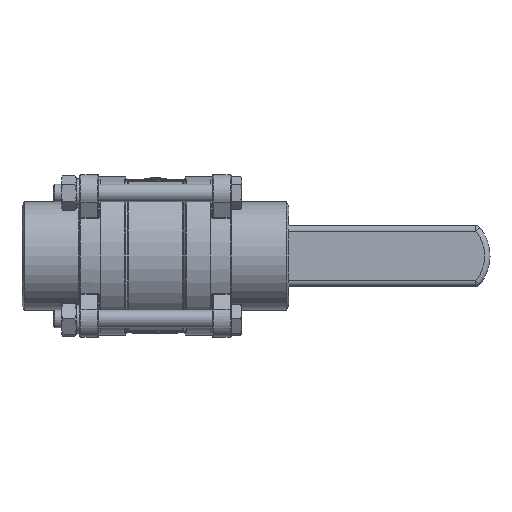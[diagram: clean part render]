
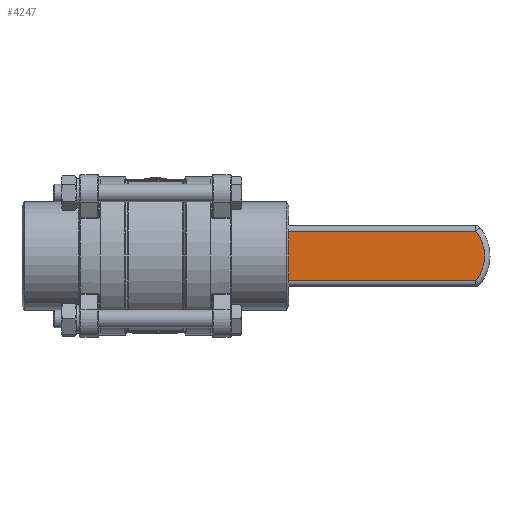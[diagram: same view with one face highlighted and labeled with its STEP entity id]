
A CAD part, front view. The second image highlights one B-rep face of the part: STEP entity #4247.
In plain terms, the highlighted planar face has unit normal (0, -1, 0).
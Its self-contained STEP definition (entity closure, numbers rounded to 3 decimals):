
#808 = CARTESIAN_POINT ( 'NONE',  ( 188., 116., 14. ) ) ;
#3067 = LINE ( 'NONE', #808, #62614 ) ;
#4073 = CIRCLE ( 'NONE', #10183, 22. ) ;
#4247 = ADVANCED_FACE ( 'NONE', ( #5856 ), #5551, .F. ) ;
#4841 = EDGE_CURVE ( 'NONE', #10492, #12157, #32462, .T. ) ;
#5551 = PLANE ( 'NONE',  #27543 ) ;
#5856 = FACE_OUTER_BOUND ( 'NONE', #33682, .T. ) ;
#8614 = ORIENTED_EDGE ( 'NONE', *, *, #68727, .T. ) ;
#9773 = DIRECTION ( 'NONE',  ( -1., 0., 0. ) ) ;
#10183 = AXIS2_PLACEMENT_3D ( 'NONE', #59866, #14767, #9773 ) ;
#10492 = VERTEX_POINT ( 'NONE', #25389 ) ;
#11044 = CARTESIAN_POINT ( 'NONE',  ( 71.485, 116., 17. ) ) ;
#11239 = VECTOR ( 'NONE', #46986, 1000. ) ;
#12157 = VERTEX_POINT ( 'NONE', #50257 ) ;
#14767 = DIRECTION ( 'NONE',  ( 0., -1., 0. ) ) ;
#16769 = DIRECTION ( 'NONE',  ( 0., 0., -1. ) ) ;
#17700 = DIRECTION ( 'NONE',  ( 0., 1., 0. ) ) ;
#23179 = CARTESIAN_POINT ( 'NONE',  ( 188., 116., 17. ) ) ;
#23957 = DIRECTION ( 'NONE',  ( -1., 0., 0. ) ) ;
#25389 = CARTESIAN_POINT ( 'NONE',  ( 71.485, 116., -14. ) ) ;
#26669 = ORIENTED_EDGE ( 'NONE', *, *, #4841, .T. ) ;
#27543 = AXIS2_PLACEMENT_3D ( 'NONE', #23179, #17700, #46410 ) ;
#27550 = VERTEX_POINT ( 'NONE', #68886 ) ;
#32462 = LINE ( 'NONE', #36538, #11239 ) ;
#33682 = EDGE_LOOP ( 'NONE', ( #49300, #26669, #45785, #8614 ) ) ;
#36538 = CARTESIAN_POINT ( 'NONE',  ( 181.329, 116., -14. ) ) ;
#38622 = CARTESIAN_POINT ( 'NONE',  ( 71.485, 116., 14. ) ) ;
#38834 = EDGE_CURVE ( 'NONE', #47389, #10492, #44751, .T. ) ;
#44751 = LINE ( 'NONE', #11044, #55451 ) ;
#45785 = ORIENTED_EDGE ( 'NONE', *, *, #52107, .T. ) ;
#46410 = DIRECTION ( 'NONE',  ( -1., 0., 0. ) ) ;
#46986 = DIRECTION ( 'NONE',  ( 1., 0., 0. ) ) ;
#47389 = VERTEX_POINT ( 'NONE', #38622 ) ;
#49300 = ORIENTED_EDGE ( 'NONE', *, *, #38834, .T. ) ;
#50257 = CARTESIAN_POINT ( 'NONE',  ( 179.97, 116., -14. ) ) ;
#52107 = EDGE_CURVE ( 'NONE', #12157, #27550, #4073, .T. ) ;
#55451 = VECTOR ( 'NONE', #16769, 1000. ) ;
#59866 = CARTESIAN_POINT ( 'NONE',  ( 162.999, 116., 0. ) ) ;
#62614 = VECTOR ( 'NONE', #23957, 1000. ) ;
#68727 = EDGE_CURVE ( 'NONE', #27550, #47389, #3067, .T. ) ;
#68886 = CARTESIAN_POINT ( 'NONE',  ( 179.97, 116., 14. ) ) ;
